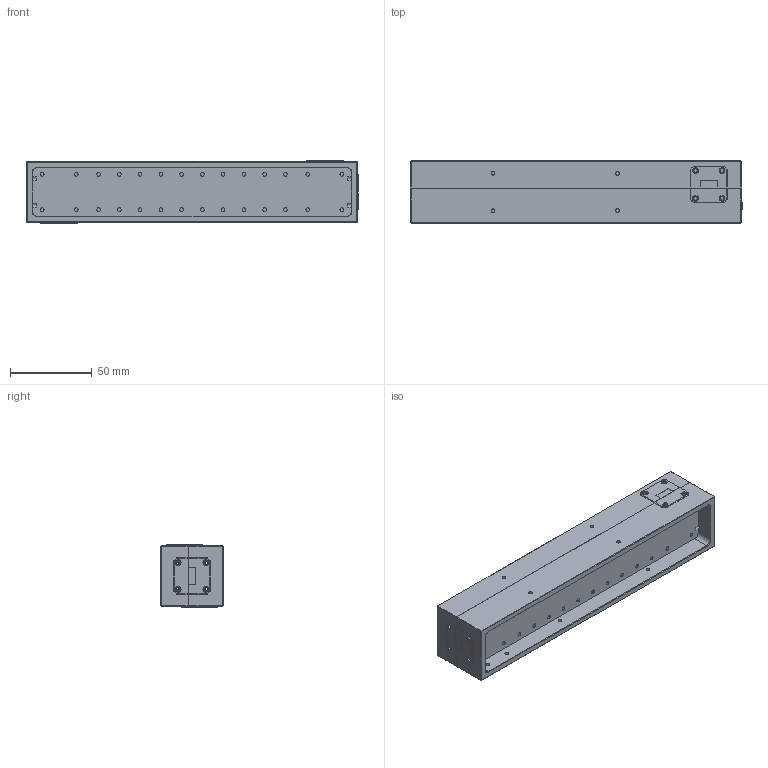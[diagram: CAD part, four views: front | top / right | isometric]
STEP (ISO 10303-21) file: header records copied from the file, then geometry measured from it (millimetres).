
FILE_DESCRIPTION (( 'STEP AP214' ), '1' );
FILE_NAME ('WD-DB-K-A, Defeatured.STEP', '2025-06-17T22:38:54', ( '' ), ( '' ), 'SwSTEP 2.0', 'SolidWorks 2021', '' );
FILE_SCHEMA (( 'AUTOMOTIVE_DESIGN' ));
Length unit declared in the file: inch
Products named in the file (1): WD-DB-K-A, Defeatured
Bounding box: 203.2 x 38.1 x 38.1 mm (x, y, z)
Volume: 162859.8 mm3; surface area: 61414.1 mm2
Topology: 33 solids, 35 shells, 1298 faces, 2792 edges, 1688 vertices
Faces by surface type: plane 638, cylinder 344, cone 316
Entity records: 52376 total; most frequent: CARTESIAN_POINT 6983, DIRECTION 6214, ORIENTED_EDGE 5584, EDGE_CURVE 2792, AXIS2_PLACEMENT_3D 2319, VERTEX_POINT 1688, VECTOR 1576, LINE 1576
